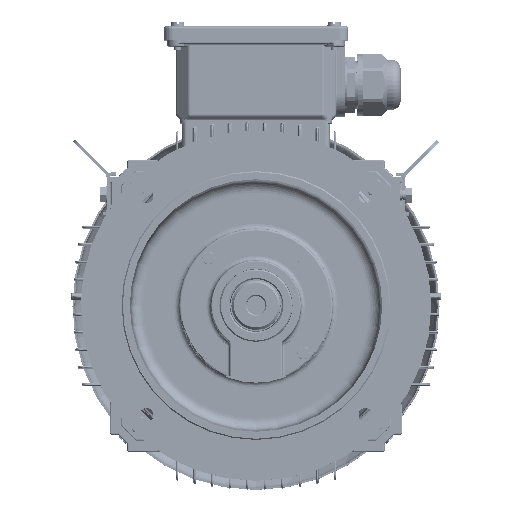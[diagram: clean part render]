
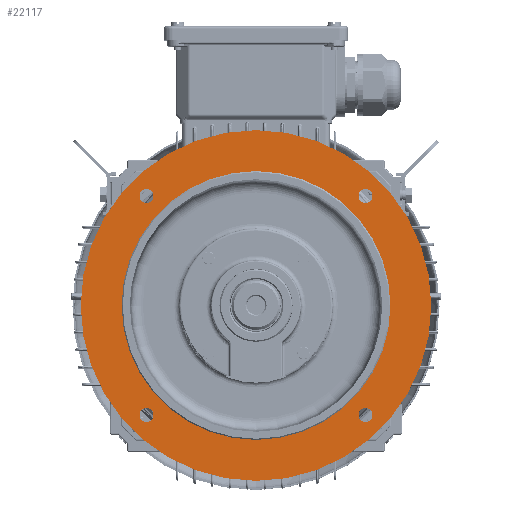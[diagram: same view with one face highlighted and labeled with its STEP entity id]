
A CAD part, top view. The second image highlights one B-rep face of the part: STEP entity #22117.
In plain terms, the highlighted planar face has unit normal (0, 0, 1).
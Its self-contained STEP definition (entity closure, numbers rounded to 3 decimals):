
#12220=PLANE('',#160825);
#13935=FACE_BOUND('',#42000,.T.);
#13936=FACE_BOUND('',#42001,.T.);
#13937=FACE_BOUND('',#42002,.T.);
#13938=FACE_BOUND('',#42003,.T.);
#13939=FACE_BOUND('',#42004,.T.);
#13940=FACE_BOUND('',#42005,.T.);
#22117=ADVANCED_FACE('',(#13935,#13936,#13937,#13938,#13939,#13940),#12220,
 .T.);
#42000=EDGE_LOOP('',(#107445));
#42001=EDGE_LOOP('',(#107446));
#42002=EDGE_LOOP('',(#107447));
#42003=EDGE_LOOP('',(#107448));
#42004=EDGE_LOOP('',(#107449));
#42005=EDGE_LOOP('',(#107450));
#107445=ORIENTED_EDGE('',*,*,#143819,.T.);
#107446=ORIENTED_EDGE('',*,*,#143820,.T.);
#107447=ORIENTED_EDGE('',*,*,#143821,.T.);
#107448=ORIENTED_EDGE('',*,*,#143822,.F.);
#107449=ORIENTED_EDGE('',*,*,#143823,.T.);
#107450=ORIENTED_EDGE('',*,*,#143824,.T.);
#122522=VERTEX_POINT('',#309303);
#122523=VERTEX_POINT('',#309305);
#122524=VERTEX_POINT('',#309307);
#122525=VERTEX_POINT('',#309309);
#122526=VERTEX_POINT('',#309311);
#122527=VERTEX_POINT('',#309313);
#143819=EDGE_CURVE('',#122522,#122522,#149071,.T.);
#143820=EDGE_CURVE('',#122523,#122523,#149072,.T.);
#143821=EDGE_CURVE('',#122524,#122524,#149073,.T.);
#143822=EDGE_CURVE('',#122525,#122525,#149074,.T.);
#143823=EDGE_CURVE('',#122526,#122526,#149075,.T.);
#143824=EDGE_CURVE('',#122527,#122527,#149076,.T.);
#149071=CIRCLE('',#160819,6.);
#149072=CIRCLE('',#160820,6.);
#149073=CIRCLE('',#160821,115.);
#149074=CIRCLE('',#160822,150.);
#149075=CIRCLE('',#160823,6.);
#149076=CIRCLE('',#160824,6.);
#160819=AXIS2_PLACEMENT_3D('',#309302,#195736,#195737);
#160820=AXIS2_PLACEMENT_3D('',#309304,#195738,#195739);
#160821=AXIS2_PLACEMENT_3D('',#309306,#195740,#195741);
#160822=AXIS2_PLACEMENT_3D('',#309308,#195742,#195743);
#160823=AXIS2_PLACEMENT_3D('',#309310,#195744,#195745);
#160824=AXIS2_PLACEMENT_3D('',#309312,#195746,#195747);
#160825=AXIS2_PLACEMENT_3D('',#309314,#195748,#195749);
#195736=DIRECTION('',(0.,0.,-1.));
#195737=DIRECTION('',(-0.707,-0.707,0.));
#195738=DIRECTION('',(0.,0.,-1.));
#195739=DIRECTION('',(-0.707,-0.707,0.));
#195740=DIRECTION('',(0.,0.,-1.));
#195741=DIRECTION('',(1.,0.,0.));
#195742=DIRECTION('',(0.,0.,-1.));
#195743=DIRECTION('',(1.,0.,0.));
#195744=DIRECTION('',(0.,0.,-1.));
#195745=DIRECTION('',(-0.707,-0.707,0.));
#195746=DIRECTION('',(0.,0.,-1.));
#195747=DIRECTION('',(-0.707,-0.707,0.));
#195748=DIRECTION('',(0.,0.,1.));
#195749=DIRECTION('',(-1.,0.,0.));
#309302=CARTESIAN_POINT('',(93.692,91.109,213.457));
#309303=CARTESIAN_POINT('',(89.449,86.867,213.457));
#309304=CARTESIAN_POINT('',(93.692,-96.274,213.457));
#309305=CARTESIAN_POINT('',(89.449,-100.516,213.457));
#309306=CARTESIAN_POINT('',(0.,-2.582,213.457));
#309307=CARTESIAN_POINT('',(115.,-2.582,213.457));
#309308=CARTESIAN_POINT('',(0.,-2.582,213.457));
#309309=CARTESIAN_POINT('',(150.,-2.582,213.457));
#309310=CARTESIAN_POINT('',(-93.692,-96.274,213.457));
#309311=CARTESIAN_POINT('',(-97.934,-100.516,213.457));
#309312=CARTESIAN_POINT('',(-93.692,91.109,213.457));
#309313=CARTESIAN_POINT('',(-97.934,86.867,213.457));
#309314=CARTESIAN_POINT('',(-150.,-2.582,213.457));
